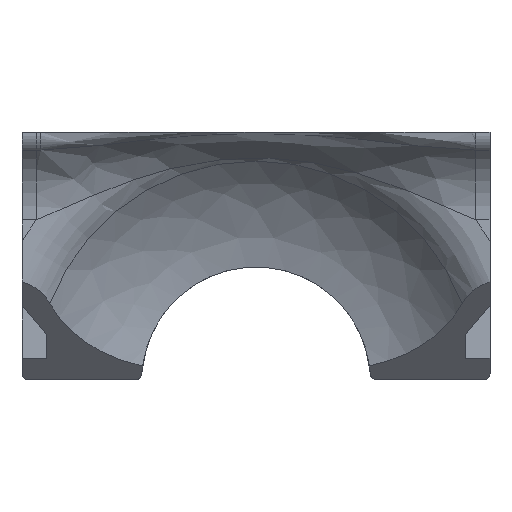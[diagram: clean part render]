
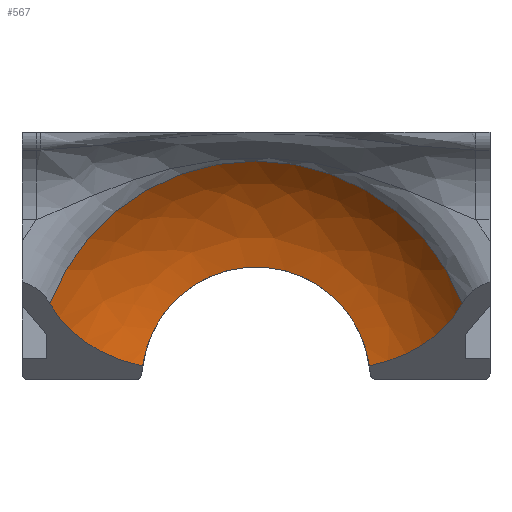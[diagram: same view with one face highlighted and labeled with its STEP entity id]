
A CAD part, top view. The second image highlights one B-rep face of the part: STEP entity #567.
In plain terms, the highlighted free-form (B-spline) face has degree [2, 2] with [3, 5] control points.
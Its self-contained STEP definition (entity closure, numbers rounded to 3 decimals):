
#15=(
BOUNDED_SURFACE()
B_SPLINE_SURFACE(2,2,((#1179,#1180,#1181,#1182,#1183),(#1184,#1185,#1186,
#1187,#1188),(#1189,#1190,#1191,#1192,#1193)),.UNSPECIFIED.,.F.,.F.,.F.)
B_SPLINE_SURFACE_WITH_KNOTS((3,3),(3,2,3),(-1.372,-0.708),
(-3.005,-1.571,-0.137),.UNSPECIFIED.)
GEOMETRIC_REPRESENTATION_ITEM()
RATIONAL_B_SPLINE_SURFACE(((1.,0.754,1.,0.754,1.),
(0.945,0.713,0.945,0.713,
0.945),(1.,0.754,1.,0.754,1.)))
REPRESENTATION_ITEM('')
SURFACE()
);
#32=CIRCLE('',#614,17.601);
#33=CIRCLE('',#616,9.15);
#67=FACE_OUTER_BOUND('',#99,.T.);
#99=EDGE_LOOP('',(#484,#485,#486,#487));
#109=B_SPLINE_CURVE_WITH_KNOTS('',3,(#800,#801,#802,#803,#804,#805,#806,
#807,#808,#809,#810,#811,#812,#813,#814,#815),.UNSPECIFIED.,.F.,.F.,(4,
2,2,2,2,2,2,4),(7.617,7.683,7.876,8.054,
8.231,8.398,8.565,8.612),
 .UNSPECIFIED.);
#112=B_SPLINE_CURVE_WITH_KNOTS('',3,(#860,#861,#862,#863,#864,#865,#866,
#867,#868,#869,#870,#871,#872,#873,#874,#875),.UNSPECIFIED.,.F.,.F.,(4,
2,2,2,2,2,2,4),(0.863,0.909,1.077,1.244,
1.421,1.598,1.791,1.858),
 .UNSPECIFIED.);
#230=VERTEX_POINT('',#797);
#231=VERTEX_POINT('',#799);
#243=VERTEX_POINT('',#848);
#244=VERTEX_POINT('',#859);
#283=EDGE_CURVE('',#231,#230,#109,.T.);
#296=EDGE_CURVE('',#244,#243,#112,.T.);
#351=EDGE_CURVE('',#231,#243,#32,.T.);
#353=EDGE_CURVE('',#230,#244,#33,.T.);
#484=ORIENTED_EDGE('',*,*,#296,.T.);
#485=ORIENTED_EDGE('',*,*,#351,.F.);
#486=ORIENTED_EDGE('',*,*,#283,.T.);
#487=ORIENTED_EDGE('',*,*,#353,.T.);
#567=ADVANCED_FACE('',(#67),#15,.T.);
#614=AXIS2_PLACEMENT_3D('',#1176,#744,#745);
#616=AXIS2_PLACEMENT_3D('',#1194,#749,#750);
#744=DIRECTION('center_axis',(0.,0.,-1.));
#745=DIRECTION('ref_axis',(0.,1.,0.));
#749=DIRECTION('center_axis',(0.,0.,-1.));
#750=DIRECTION('ref_axis',(-1.,0.,0.));
#797=CARTESIAN_POINT('',(-9.065,1.247,10.116));
#799=CARTESIAN_POINT('',(-16.47,6.208,15.076));
#800=CARTESIAN_POINT('Ctrl Pts',(-16.47,6.208,15.076));
#801=CARTESIAN_POINT('Ctrl Pts',(-16.385,6.048,14.917));
#802=CARTESIAN_POINT('Ctrl Pts',(-16.292,5.889,14.758));
#803=CARTESIAN_POINT('Ctrl Pts',(-15.904,5.278,14.147));
#804=CARTESIAN_POINT('Ctrl Pts',(-15.558,4.843,13.712));
#805=CARTESIAN_POINT('Ctrl Pts',(-14.87,4.118,12.987));
#806=CARTESIAN_POINT('Ctrl Pts',(-14.47,3.756,12.625));
#807=CARTESIAN_POINT('Ctrl Pts',(-13.588,3.089,11.958));
#808=CARTESIAN_POINT('Ctrl Pts',(-13.105,2.783,11.652));
#809=CARTESIAN_POINT('Ctrl Pts',(-12.194,2.289,11.158));
#810=CARTESIAN_POINT('Ctrl Pts',(-11.683,2.052,10.921));
#811=CARTESIAN_POINT('Ctrl Pts',(-10.609,1.645,10.514));
#812=CARTESIAN_POINT('Ctrl Pts',(-10.047,1.475,10.344));
#813=CARTESIAN_POINT('Ctrl Pts',(-9.373,1.313,10.182));
#814=CARTESIAN_POINT('Ctrl Pts',(-9.221,1.279,10.148));
#815=CARTESIAN_POINT('Ctrl Pts',(-9.065,1.247,10.116));
#848=CARTESIAN_POINT('',(16.47,6.208,15.076));
#859=CARTESIAN_POINT('',(9.065,1.247,10.116));
#860=CARTESIAN_POINT('Ctrl Pts',(9.065,1.247,10.116));
#861=CARTESIAN_POINT('Ctrl Pts',(9.221,1.279,10.148));
#862=CARTESIAN_POINT('Ctrl Pts',(9.373,1.313,10.182));
#863=CARTESIAN_POINT('Ctrl Pts',(10.047,1.475,10.344));
#864=CARTESIAN_POINT('Ctrl Pts',(10.609,1.645,10.514));
#865=CARTESIAN_POINT('Ctrl Pts',(11.683,2.052,10.921));
#866=CARTESIAN_POINT('Ctrl Pts',(12.194,2.289,11.158));
#867=CARTESIAN_POINT('Ctrl Pts',(13.105,2.783,11.652));
#868=CARTESIAN_POINT('Ctrl Pts',(13.588,3.089,11.958));
#869=CARTESIAN_POINT('Ctrl Pts',(14.47,3.756,12.625));
#870=CARTESIAN_POINT('Ctrl Pts',(14.87,4.118,12.987));
#871=CARTESIAN_POINT('Ctrl Pts',(15.558,4.843,13.712));
#872=CARTESIAN_POINT('Ctrl Pts',(15.904,5.278,14.147));
#873=CARTESIAN_POINT('Ctrl Pts',(16.292,5.889,14.758));
#874=CARTESIAN_POINT('Ctrl Pts',(16.385,6.048,14.917));
#875=CARTESIAN_POINT('Ctrl Pts',(16.47,6.208,15.076));
#1176=CARTESIAN_POINT('Origin',(0.,0.,
15.076));
#1179=CARTESIAN_POINT('Ctrl Pts',(9.065,1.247,10.116));
#1180=CARTESIAN_POINT('Ctrl Pts',(7.977,9.15,10.116));
#1181=CARTESIAN_POINT('Ctrl Pts',(0.,9.15,10.116));
#1182=CARTESIAN_POINT('Ctrl Pts',(-7.977,9.15,10.116));
#1183=CARTESIAN_POINT('Ctrl Pts',(-9.065,1.247,10.116));
#1184=CARTESIAN_POINT('Ctrl Pts',(14.098,1.94,11.138));
#1185=CARTESIAN_POINT('Ctrl Pts',(12.407,14.231,11.138));
#1186=CARTESIAN_POINT('Ctrl Pts',(0.,14.231,
11.138));
#1187=CARTESIAN_POINT('Ctrl Pts',(-12.407,14.231,11.138));
#1188=CARTESIAN_POINT('Ctrl Pts',(-14.098,1.94,11.138));
#1189=CARTESIAN_POINT('Ctrl Pts',(17.437,2.399,15.076));
#1190=CARTESIAN_POINT('Ctrl Pts',(15.345,17.601,15.076));
#1191=CARTESIAN_POINT('Ctrl Pts',(0.,17.601,
15.076));
#1192=CARTESIAN_POINT('Ctrl Pts',(-15.345,17.601,15.076));
#1193=CARTESIAN_POINT('Ctrl Pts',(-17.437,2.399,15.076));
#1194=CARTESIAN_POINT('Origin',(0.,0.,
10.116));
